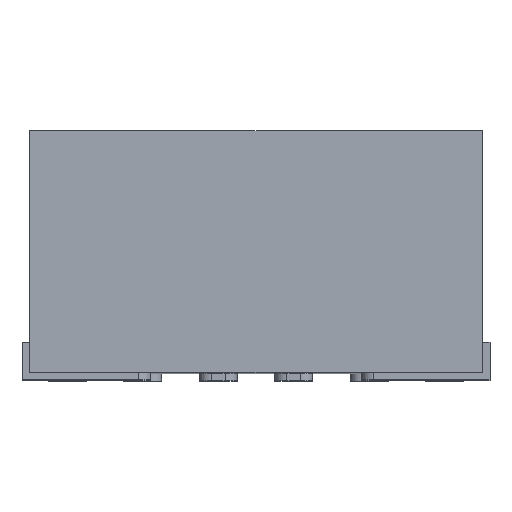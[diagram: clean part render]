
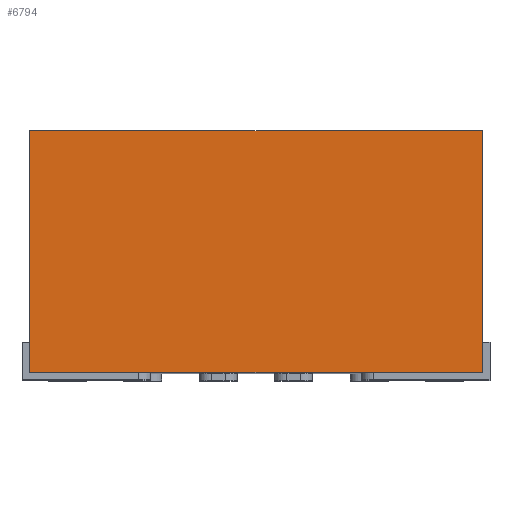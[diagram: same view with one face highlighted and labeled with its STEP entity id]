
A CAD part, top view. The second image highlights one B-rep face of the part: STEP entity #6794.
In plain terms, the highlighted planar face has unit normal (0, 0, 1).
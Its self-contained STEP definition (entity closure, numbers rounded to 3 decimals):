
#453 = VECTOR ( 'NONE', #7317, 1000. ) ;
#950 = VERTEX_POINT ( 'NONE', #7201 ) ;
#1030 = LINE ( 'NONE', #3242, #4203 ) ;
#1219 = LINE ( 'NONE', #7403, #4219 ) ;
#1514 = CARTESIAN_POINT ( 'NONE',  ( 1.5, 1.6, 2.5 ) ) ;
#1773 = VERTEX_POINT ( 'NONE', #5028 ) ;
#1791 = DIRECTION ( 'NONE',  ( 0., -1., 0. ) ) ;
#2004 = EDGE_CURVE ( 'NONE', #6178, #2981, #1219, .T. ) ;
#2171 = EDGE_CURVE ( 'NONE', #1773, #950, #1030, .T. ) ;
#2795 = ORIENTED_EDGE ( 'NONE', *, *, #7313, .T. ) ;
#2981 = VERTEX_POINT ( 'NONE', #6625 ) ;
#3203 = CARTESIAN_POINT ( 'NONE',  ( -1.5, 1.6, 2.5 ) ) ;
#3242 = CARTESIAN_POINT ( 'NONE',  ( -1.5, 0., 2.5 ) ) ;
#3258 = ORIENTED_EDGE ( 'NONE', *, *, #2004, .F. ) ;
#3679 = ORIENTED_EDGE ( 'NONE', *, *, #4599, .F. ) ;
#3703 = CARTESIAN_POINT ( 'NONE',  ( -1.5, 1.6, 2.5 ) ) ;
#3772 = PLANE ( 'NONE',  #7211 ) ;
#3781 = CARTESIAN_POINT ( 'NONE',  ( -1.5, 1.6, 2.5 ) ) ;
#3799 = DIRECTION ( 'NONE',  ( -1., 0., 0. ) ) ;
#4203 = VECTOR ( 'NONE', #6106, 1000. ) ;
#4219 = VECTOR ( 'NONE', #5568, 1000. ) ;
#4599 = EDGE_CURVE ( 'NONE', #2981, #950, #6294, .T. ) ;
#4753 = EDGE_LOOP ( 'NONE', ( #7414, #3679, #3258, #2795 ) ) ;
#5028 = CARTESIAN_POINT ( 'NONE',  ( -1.5, 0., 2.5 ) ) ;
#5350 = FACE_OUTER_BOUND ( 'NONE', #4753, .T. ) ;
#5568 = DIRECTION ( 'NONE',  ( 1., 0., 0. ) ) ;
#6106 = DIRECTION ( 'NONE',  ( 1., 0., 0. ) ) ;
#6178 = VERTEX_POINT ( 'NONE', #3781 ) ;
#6294 = LINE ( 'NONE', #1514, #7697 ) ;
#6625 = CARTESIAN_POINT ( 'NONE',  ( 1.5, 1.6, 2.5 ) ) ;
#6641 = LINE ( 'NONE', #3703, #453 ) ;
#6794 = ADVANCED_FACE ( 'NONE', ( #5350 ), #3772, .F. ) ;
#7201 = CARTESIAN_POINT ( 'NONE',  ( 1.5, 0., 2.5 ) ) ;
#7211 = AXIS2_PLACEMENT_3D ( 'NONE', #3203, #7410, #3799 ) ;
#7313 = EDGE_CURVE ( 'NONE', #6178, #1773, #6641, .T. ) ;
#7317 = DIRECTION ( 'NONE',  ( 0., -1., 0. ) ) ;
#7403 = CARTESIAN_POINT ( 'NONE',  ( -1.5, 1.6, 2.5 ) ) ;
#7410 = DIRECTION ( 'NONE',  ( 0., 0., -1. ) ) ;
#7414 = ORIENTED_EDGE ( 'NONE', *, *, #2171, .T. ) ;
#7697 = VECTOR ( 'NONE', #1791, 1000. ) ;
